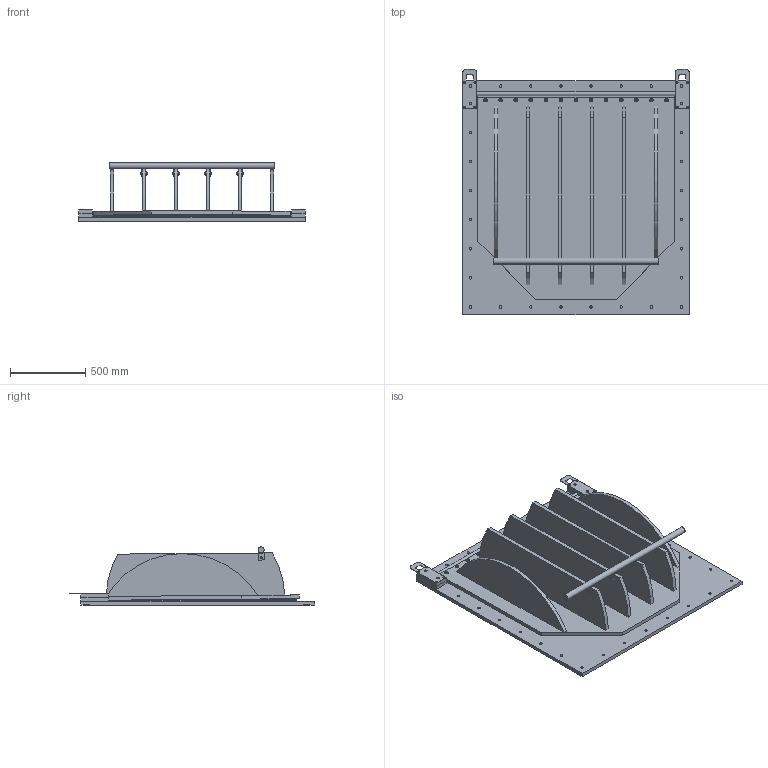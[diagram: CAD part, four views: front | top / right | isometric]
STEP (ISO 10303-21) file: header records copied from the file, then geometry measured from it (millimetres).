
FILE_DESCRIPTION(/* description */ ('Achterplaat '),/* implementation_level */ '2;1');
FILE_NAME(/* name */ '101Y1200.A.stp',/* time_stamp */ '2017-12-05T13:25:09+01:00',/* author */ ('BIDJOSLO'),/* organization */ ('KWT Waterbeheersing'),/* preprocessor_version */ 'ST-DEVELOPER v16.1',/* originating_system */ 'Autodesk Inventor 2016',/* authorisation */ '');
FILE_SCHEMA (('AUTOMOTIVE_DESIGN { 1 0 10303 214 3 1 1 }'));
Length unit declared in the file: millimetre
Products named in the file (27): 101Y1200.01; 101Y600-1200.09; 101Y600-1200.11; 1140.SPLS.06x40VK; 101Y1200.B; 101Y1200.04; 101Y1200.05; 101Y1200.06; 101Y1200.07; 101Y1200.14; 101Y600-1200.15; 101Y1200.E; 101Y1200.02; 101Y1200.03; 101Y1200.D; 1140.933.08x030; 1140.934.08; 1140.9021.08; 1140.127B.08; 1140.SPLS.06x60VK; 1140.933.08x040; 101Y1200.C; 101Y600-1200.10; 101Y600-1200.12; 101Y600-1200.13; 101Y1200.16; 101Y1200.A
Assembly tree (157 placements, depth 4):
  101Y1200.A
    101Y1200.B
      101Y1200.01
      101Y600-1200.09
      101Y600-1200.11
      1140.SPLS.06x40VK  x8
    101Y1200.C
      101Y1200.04
      101Y1200.05
      101Y1200.06  x2
      101Y1200.07  x4
      101Y1200.E
        101Y1200.14
        101Y600-1200.15  x4
      101Y1200.D
        101Y1200.02
        101Y1200.03
      1140.933.08x030  x13
      1140.934.08  x17
      1140.9021.08  x17
      1140.127B.08  x13
      1140.SPLS.06x60VK  x50
      1140.933.08x040  x4
    101Y600-1200.10
    101Y600-1200.12
    101Y600-1200.13  x2
    101Y1200.16
    1140.SPLS.06x60VK  x8
Bounding box: 1500 x 1625 x 386.04 mm (x, y, z)
Volume: 114468487.2 mm3; surface area: 11644271.1 mm2
Topology: 153 solids, 153 shells, 2958 faces, 7633 edges, 4950 vertices
Faces by surface type: plane 1192, cone 996, cylinder 485, torus 264, bspline 21
Full cylindrical faces by diameter (mm): 6.3 x66, 6.647 x17, 7 x66, 7.323 x17, 8 x17, 8.4 x17, 9 x34, 10.5 x8, 11.3 x66, 11.4 x17, 16 x42, 21.7 x1, 24 x17, 26.9 x1, 40 x1, 1200 x1, 1238 x1, 1262 x1
Entity records: 20139 total; most frequent: CARTESIAN_POINT 6580, DIRECTION 2792, ORIENTED_EDGE 2094, AXIS2_PLACEMENT_3D 1184, EDGE_LOOP 1047, EDGE_CURVE 1047, VERTEX_POINT 814, FACE_BOUND 530
